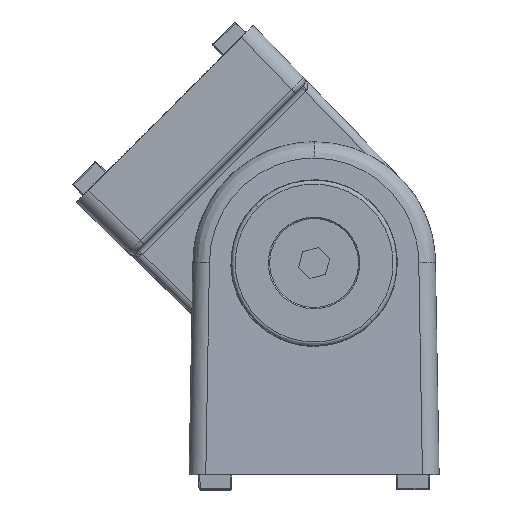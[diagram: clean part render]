
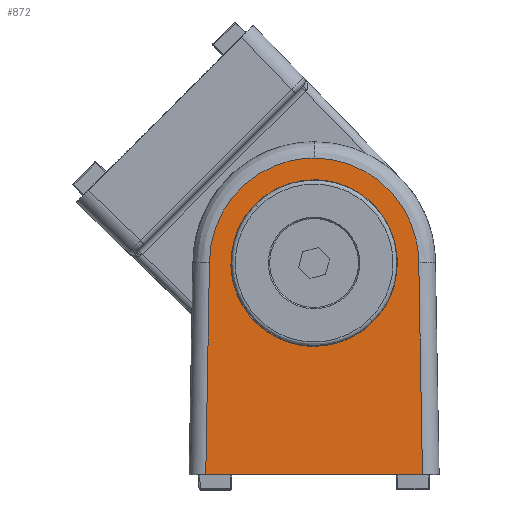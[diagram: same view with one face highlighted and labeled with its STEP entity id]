
A CAD part, top view. The second image highlights one B-rep face of the part: STEP entity #872.
In plain terms, the highlighted planar face has unit normal (0, 0.018, 1).
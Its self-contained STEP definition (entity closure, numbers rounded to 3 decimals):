
#330 = CARTESIAN_POINT ( 'NONE',  ( 18.837, 38.027, 21.836 ) ) ;
#514 = EDGE_CURVE ( 'NONE', #5066, #2823, #16976, .T. ) ;
#544 = CARTESIAN_POINT ( 'NONE',  ( -19.5, 0., 22.5 ) ) ;
#872 = ADVANCED_FACE ( 'NONE', ( #9237, #3086 ), #6616, .F. ) ;
#1433 = ORIENTED_EDGE ( 'NONE', *, *, #16005, .F. ) ;
#1552 = ORIENTED_EDGE ( 'NONE', *, *, #11665, .T. ) ;
#1581 = CARTESIAN_POINT ( 'NONE',  ( 22.5, 0., 22.5 ) ) ;
#1628 = VERTEX_POINT ( 'NONE', #3065 ) ;
#2133 = ORIENTED_EDGE ( 'NONE', *, *, #6492, .F. ) ;
#2356 = DIRECTION ( 'NONE',  ( 0.017, 1., -0.017 ) ) ;
#2823 = VERTEX_POINT ( 'NONE', #20094 ) ;
#3065 = CARTESIAN_POINT ( 'NONE',  ( 0., 52.984, 21.575 ) ) ;
#3086 = FACE_OUTER_BOUND ( 'NONE', #14495, .T. ) ;
#3102 = CARTESIAN_POINT ( 'NONE',  ( -9.499, 54.366, 21.551 ) ) ;
#3420 = CARTESIAN_POINT ( 'NONE',  ( 14.264, 50.418, 21.62 ) ) ;
#3709 = EDGE_CURVE ( 'NONE', #9717, #1628, #8963, .T. ) ;
#4194 = DIRECTION ( 'NONE',  ( 0.017, -1., 0.017 ) ) ;
#4436 = ORIENTED_EDGE ( 'NONE', *, *, #20224, .F. ) ;
#4468 = VERTEX_POINT ( 'NONE', #7246 ) ;
#4761 = EDGE_CURVE ( 'NONE', #10361, #5066, #17677, .T. ) ;
#4768 = CARTESIAN_POINT ( 'NONE',  ( -29.977, 52.984, 21.575 ) ) ;
#4840 = CARTESIAN_POINT ( 'NONE',  ( 0., 23.007, 22.098 ) ) ;
#5066 = VERTEX_POINT ( 'NONE', #16747 ) ;
#5190 = CARTESIAN_POINT ( 'NONE',  ( 15.05, 49.449, 21.637 ) ) ;
#5265 = CARTESIAN_POINT ( 'NONE',  ( 11.558, 52.978, 21.575 ) ) ;
#5418 = LINE ( 'NONE', #9011, #10061 ) ;
#5483 = ORIENTED_EDGE ( 'NONE', *, *, #3709, .F. ) ;
#5489 = ORIENTED_EDGE ( 'NONE', *, *, #4761, .F. ) ;
#6461 = CARTESIAN_POINT ( 'NONE',  ( -18.837, 38.027, 21.836 ) ) ;
#6492 = EDGE_CURVE ( 'NONE', #11303, #4468, #5418, .T. ) ;
#6531 = CARTESIAN_POINT ( 'NONE',  ( -18.728, 40.391, 21.795 ) ) ;
#6616 = PLANE ( 'NONE',  #17505 ) ;
#6676 = DIRECTION ( 'NONE',  ( 0., 1., -0.017 ) ) ;
#6833 = CARTESIAN_POINT ( 'NONE',  ( 8.401, 54.958, 21.541 ) ) ;
#7246 = CARTESIAN_POINT ( 'NONE',  ( 19.5, 0., 22.5 ) ) ;
#8022 = CARTESIAN_POINT ( 'NONE',  ( -1.241, 56.889, 21.507 ) ) ;
#8333 = CARTESIAN_POINT ( 'NONE',  ( 18.278, 42.773, 21.753 ) ) ;
#8574 = CARTESIAN_POINT ( 'NONE',  ( 16.995, 46.271, 21.692 ) ) ;
#8963 =( BOUNDED_CURVE ( )  B_SPLINE_CURVE ( 3, ( #14117, #17365, #13914, #12367 ),
 .UNSPECIFIED., .F., .T. ) 
 B_SPLINE_CURVE_WITH_KNOTS ( ( 4, 4 ),
 ( 0., 3.142 ),
 .UNSPECIFIED. ) 
 CURVE ( )  GEOMETRIC_REPRESENTATION_ITEM ( )  RATIONAL_B_SPLINE_CURVE ( ( 1., 0.333, 0.333, 1. ) ) 
 REPRESENTATION_ITEM ( '' )  );
#9011 = CARTESIAN_POINT ( 'NONE',  ( 18.838, 37.936, 21.838 ) ) ;
#9237 = FACE_BOUND ( 'NONE', #13338, .T. ) ;
#9634 = CARTESIAN_POINT ( 'NONE',  ( -16.415, 47.375, 21.673 ) ) ;
#9717 = VERTEX_POINT ( 'NONE', #20849 ) ;
#10061 = VECTOR ( 'NONE', #4194, 1000. ) ;
#10259 = CARTESIAN_POINT ( 'NONE',  ( 18.728, 40.391, 21.795 ) ) ;
#10361 = VERTEX_POINT ( 'NONE', #544 ) ;
#11245 = CARTESIAN_POINT ( 'NONE',  ( -6.11, 55.914, 21.524 ) ) ;
#11303 = VERTEX_POINT ( 'NONE', #15000 ) ;
#11310 = CARTESIAN_POINT ( 'NONE',  ( -12.518, 52.182, 21.589 ) ) ;
#11378 = CARTESIAN_POINT ( 'NONE',  ( -18.838, 39.209, 21.816 ) ) ;
#11446 = CARTESIAN_POINT ( 'NONE',  ( -2.483, 56.766, 21.509 ) ) ;
#11460 =( BOUNDED_CURVE ( )  B_SPLINE_CURVE ( 3, ( #20996, #4768, #19704, #4840 ),
 .UNSPECIFIED., .F., .T. ) 
 B_SPLINE_CURVE_WITH_KNOTS ( ( 4, 4 ),
 ( 3.142, 6.283 ),
 .UNSPECIFIED. ) 
 CURVE ( )  GEOMETRIC_REPRESENTATION_ITEM ( )  RATIONAL_B_SPLINE_CURVE ( ( 1., 0.333, 0.333, 1. ) ) 
 REPRESENTATION_ITEM ( '' )  );
#11594 = B_SPLINE_CURVE_WITH_KNOTS ( 'NONE', 3,
 ( #18362, #15258, #18297, #11613, #15113, #6833, #20138, #5265, #13442, #3420, #5190, #18526, #8574, #16854, #8333, #10259, #20274, #330 ),
 .UNSPECIFIED., .F., .F.,
 ( 4, 2, 2, 2, 2, 2, 2, 2, 4 ),
 ( 0., 0.126, 0.251, 0.377, 0.503, 0.629, 0.754, 0.88, 1. ),
 .UNSPECIFIED. ) ;
#11613 = CARTESIAN_POINT ( 'NONE',  ( 4.917, 56.278, 21.518 ) ) ;
#11665 = EDGE_CURVE ( 'NONE', #10361, #4468, #14076, .T. ) ;
#12367 = CARTESIAN_POINT ( 'NONE',  ( 0., 52.984, 21.575 ) ) ;
#13338 = EDGE_LOOP ( 'NONE', ( #5483, #1433 ) ) ;
#13442 = CARTESIAN_POINT ( 'NONE',  ( 12.518, 52.182, 21.589 ) ) ;
#13914 = CARTESIAN_POINT ( 'NONE',  ( 29.977, 52.984, 21.575 ) ) ;
#14076 = LINE ( 'NONE', #1581, #20072 ) ;
#14117 = CARTESIAN_POINT ( 'NONE',  ( 0., 23.007, 22.098 ) ) ;
#14495 = EDGE_LOOP ( 'NONE', ( #4436, #17650, #5489, #1552, #2133 ) ) ;
#14582 = CARTESIAN_POINT ( 'NONE',  ( -8.401, 54.958, 21.541 ) ) ;
#14797 = CARTESIAN_POINT ( 'NONE',  ( -18.278, 42.773, 21.753 ) ) ;
#14812 = DIRECTION ( 'NONE',  ( 1., 0., 0. ) ) ;
#15000 = CARTESIAN_POINT ( 'NONE',  ( 18.837, 38.027, 21.836 ) ) ;
#15113 = CARTESIAN_POINT ( 'NONE',  ( 6.11, 55.914, 21.524 ) ) ;
#15258 = CARTESIAN_POINT ( 'NONE',  ( 1.241, 56.889, 21.507 ) ) ;
#16005 = EDGE_CURVE ( 'NONE', #1628, #9717, #11460, .T. ) ;
#16312 = CARTESIAN_POINT ( 'NONE',  ( -17.926, 43.969, 21.733 ) ) ;
#16747 = CARTESIAN_POINT ( 'NONE',  ( -18.837, 38.027, 21.836 ) ) ;
#16854 = CARTESIAN_POINT ( 'NONE',  ( 17.926, 43.969, 21.733 ) ) ;
#16949 = VECTOR ( 'NONE', #2356, 1000. ) ;
#16976 =( BOUNDED_CURVE ( )  B_SPLINE_CURVE ( 3, ( #6461, #11378, #6531, #14797, #16312, #21184, #9634, #21259, #19825, #11310, #19757, #3102, #14582, #11245, #17985, #11446, #8022, #21329 ),
 .UNSPECIFIED., .F., .F. ) 
 B_SPLINE_CURVE_WITH_KNOTS ( ( 4, 2, 2, 2, 2, 2, 2, 2, 4 ),
 ( 0., 0.12, 0.246, 0.371, 0.497, 0.623, 0.749, 0.874, 1. ),
 .UNSPECIFIED. ) 
 CURVE ( )  GEOMETRIC_REPRESENTATION_ITEM ( )  RATIONAL_B_SPLINE_CURVE ( ( 1., 1., 1., 1., 1., 1., 1., 1., 1., 1., 1., 1., 1., 1., 1., 1., 1., 1. ) ) 
 REPRESENTATION_ITEM ( '' )  );
#17164 = CARTESIAN_POINT ( 'NONE',  ( -19.501, -0.052, 22.501 ) ) ;
#17365 = CARTESIAN_POINT ( 'NONE',  ( 29.977, 23.007, 22.098 ) ) ;
#17505 = AXIS2_PLACEMENT_3D ( 'NONE', #19834, #19971, #6676 ) ;
#17650 = ORIENTED_EDGE ( 'NONE', *, *, #514, .F. ) ;
#17677 = LINE ( 'NONE', #17164, #16949 ) ;
#17985 = CARTESIAN_POINT ( 'NONE',  ( -4.917, 56.278, 21.518 ) ) ;
#18297 = CARTESIAN_POINT ( 'NONE',  ( 2.483, 56.766, 21.509 ) ) ;
#18362 = CARTESIAN_POINT ( 'NONE',  ( 0., 56.889, 21.507 ) ) ;
#18526 = CARTESIAN_POINT ( 'NONE',  ( 16.415, 47.375, 21.673 ) ) ;
#19704 = CARTESIAN_POINT ( 'NONE',  ( -29.977, 23.007, 22.098 ) ) ;
#19757 = CARTESIAN_POINT ( 'NONE',  ( -11.558, 52.978, 21.575 ) ) ;
#19825 = CARTESIAN_POINT ( 'NONE',  ( -14.264, 50.418, 21.62 ) ) ;
#19834 = CARTESIAN_POINT ( 'NONE',  ( -25., 0., 22.5 ) ) ;
#19971 = DIRECTION ( 'NONE',  ( 0., -0.017, -1. ) ) ;
#20072 = VECTOR ( 'NONE', #14812, 1000. ) ;
#20094 = CARTESIAN_POINT ( 'NONE',  ( 0., 56.889, 21.507 ) ) ;
#20138 = CARTESIAN_POINT ( 'NONE',  ( 9.499, 54.366, 21.551 ) ) ;
#20224 = EDGE_CURVE ( 'NONE', #2823, #11303, #11594, .T. ) ;
#20274 = CARTESIAN_POINT ( 'NONE',  ( 18.838, 39.209, 21.816 ) ) ;
#20849 = CARTESIAN_POINT ( 'NONE',  ( 0., 23.007, 22.098 ) ) ;
#20996 = CARTESIAN_POINT ( 'NONE',  ( 0., 52.984, 21.575 ) ) ;
#21184 = CARTESIAN_POINT ( 'NONE',  ( -16.995, 46.271, 21.692 ) ) ;
#21259 = CARTESIAN_POINT ( 'NONE',  ( -15.05, 49.449, 21.637 ) ) ;
#21329 = CARTESIAN_POINT ( 'NONE',  ( 0., 56.889, 21.507 ) ) ;
